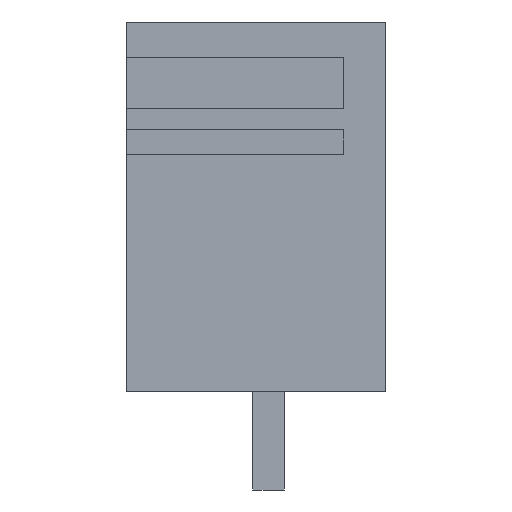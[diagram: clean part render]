
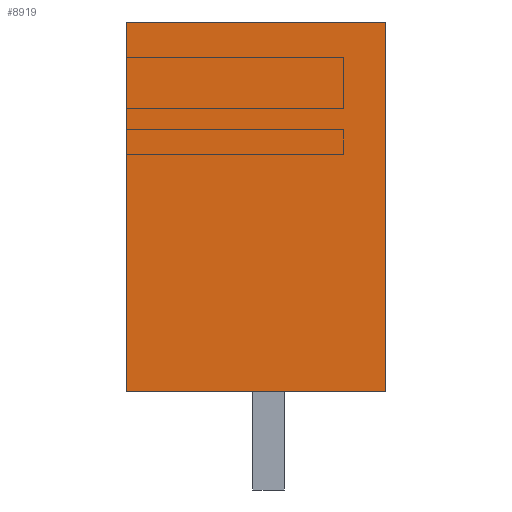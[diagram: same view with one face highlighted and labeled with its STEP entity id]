
A CAD part, left-side view. The second image highlights one B-rep face of the part: STEP entity #8919.
In plain terms, the highlighted planar face has unit normal (-1, 0, 0).
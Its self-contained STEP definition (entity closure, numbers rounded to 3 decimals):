
#8899=AXIS2_PLACEMENT_3D('Plane Axis2P3D',#8896,#8897,#8898) ;
#1971=CARTESIAN_POINT('Vertex',(0.,0.,3.2)) ;
#1974=CARTESIAN_POINT('Line Origine',(0.,4.215,3.2)) ;
#1978=CARTESIAN_POINT('Vertex',(0.,8.43,3.2)) ;
#8729=CARTESIAN_POINT('Line Origine',(0.,0.,9.2)) ;
#8733=CARTESIAN_POINT('Vertex',(0.,0.,15.2)) ;
#8896=CARTESIAN_POINT('Axis2P3D Location',(0.,8.43,15.2)) ;
#8901=CARTESIAN_POINT('Line Origine',(0.,4.215,15.2)) ;
#8905=CARTESIAN_POINT('Vertex',(0.,8.43,15.2)) ;
#8908=CARTESIAN_POINT('Line Origine',(0.,8.43,9.2)) ;
#1975=DIRECTION('Vector Direction',(0.,-1.,0.)) ;
#8730=DIRECTION('Vector Direction',(0.,0.,-1.)) ;
#8897=DIRECTION('Axis2P3D Direction',(-1.,0.,0.)) ;
#8898=DIRECTION('Axis2P3D XDirection',(0.,0.,1.)) ;
#8902=DIRECTION('Vector Direction',(0.,-1.,0.)) ;
#8909=DIRECTION('Vector Direction',(0.,0.,-1.)) ;
#1976=VECTOR('Line Direction',#1975,1.) ;
#8731=VECTOR('Line Direction',#8730,1.) ;
#8903=VECTOR('Line Direction',#8902,1.) ;
#8910=VECTOR('Line Direction',#8909,1.) ;
#8914=ORIENTED_EDGE('',*,*,#8907,.F.) ;
#8915=ORIENTED_EDGE('',*,*,#8912,.T.) ;
#8916=ORIENTED_EDGE('',*,*,#1980,.T.) ;
#8917=ORIENTED_EDGE('',*,*,#8735,.F.) ;
#8919=ADVANCED_FACE('HOUSING',(#8918),#8900,.T.) ;
#1980=EDGE_CURVE('',#1979,#1972,#1977,.T.) ;
#8735=EDGE_CURVE('',#8734,#1972,#8732,.T.) ;
#8907=EDGE_CURVE('',#8906,#8734,#8904,.T.) ;
#8912=EDGE_CURVE('',#8906,#1979,#8911,.T.) ;
#8913=EDGE_LOOP('',(#8914,#8915,#8916,#8917)) ;
#8918=FACE_OUTER_BOUND('',#8913,.T.) ;
#1977=LINE('Line',#1974,#1976) ;
#8732=LINE('Line',#8729,#8731) ;
#8904=LINE('Line',#8901,#8903) ;
#8911=LINE('Line',#8908,#8910) ;
#8900=PLANE('',#8899) ;
#1972=VERTEX_POINT('',#1971) ;
#1979=VERTEX_POINT('',#1978) ;
#8734=VERTEX_POINT('',#8733) ;
#8906=VERTEX_POINT('',#8905) ;
